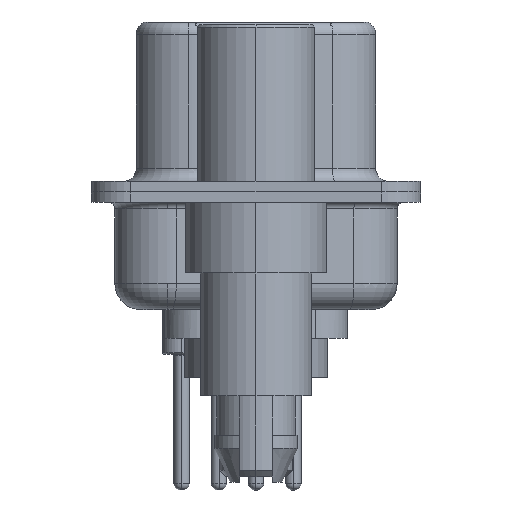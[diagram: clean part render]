
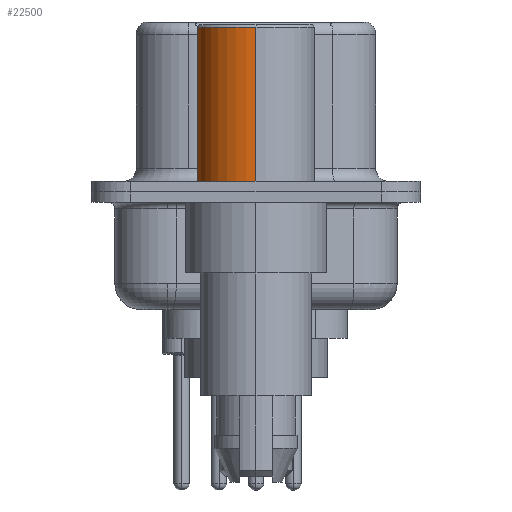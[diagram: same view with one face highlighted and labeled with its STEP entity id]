
A CAD part, left-side view. The second image highlights one B-rep face of the part: STEP entity #22500.
In plain terms, the highlighted cylindrical face has radius 2.25 mm (diameter 4.5 mm), a partial arc.
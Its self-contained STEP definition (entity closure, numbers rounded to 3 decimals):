
#1047 = AXIS2_PLACEMENT_3D ( 'NONE', #23435, #12436, #1437 ) ;
#1159 = DIRECTION ( 'NONE',  ( 0., 0., 1. ) ) ;
#1437 = DIRECTION ( 'NONE',  ( 1., 0., 0. ) ) ;
#2159 = CARTESIAN_POINT ( 'NONE',  ( 2.25, 0., 0.581 ) ) ;
#3169 = VERTEX_POINT ( 'NONE', #10929 ) ;
#3297 = VECTOR ( 'NONE', #12759, 1000. ) ;
#3762 = VERTEX_POINT ( 'NONE', #18733 ) ;
#3920 = VERTEX_POINT ( 'NONE', #18289 ) ;
#3980 = DIRECTION ( 'NONE',  ( 0., 0., 1. ) ) ;
#5345 = CARTESIAN_POINT ( 'NONE',  ( -2.25, 0., 0.581 ) ) ;
#8195 = LINE ( 'NONE', #5345, #3297 ) ;
#8772 = ORIENTED_EDGE ( 'NONE', *, *, #15550, .T. ) ;
#8796 = LINE ( 'NONE', #2159, #13083 ) ;
#9010 = ORIENTED_EDGE ( 'NONE', *, *, #13283, .F. ) ;
#9100 = EDGE_LOOP ( 'NONE', ( #8772, #20754, #9402, #9010 ) ) ;
#9402 = ORIENTED_EDGE ( 'NONE', *, *, #13525, .F. ) ;
#10066 = CARTESIAN_POINT ( 'NONE',  ( 0., 0., 6.3 ) ) ;
#10260 = CARTESIAN_POINT ( 'NONE',  ( 0., 0., 0.581 ) ) ;
#10929 = CARTESIAN_POINT ( 'NONE',  ( -2.25, 0., 6.3 ) ) ;
#11920 = DIRECTION ( 'NONE',  ( 1., 0., 0. ) ) ;
#11954 = CARTESIAN_POINT ( 'NONE',  ( 2.25, 0., 6.3 ) ) ;
#12436 = DIRECTION ( 'NONE',  ( 0., 0., 1. ) ) ;
#12759 = DIRECTION ( 'NONE',  ( 0., 0., 1. ) ) ;
#13083 = VECTOR ( 'NONE', #3980, 1000. ) ;
#13283 = EDGE_CURVE ( 'NONE', #3762, #16735, #8796, .T. ) ;
#13525 = EDGE_CURVE ( 'NONE', #16735, #3169, #13904, .T. ) ;
#13904 = CIRCLE ( 'NONE', #21880, 2.25 ) ;
#14110 = CIRCLE ( 'NONE', #1047, 2.25 ) ;
#15398 = FACE_OUTER_BOUND ( 'NONE', #9100, .T. ) ;
#15550 = EDGE_CURVE ( 'NONE', #3762, #3920, #14110, .T. ) ;
#16735 = VERTEX_POINT ( 'NONE', #11954 ) ;
#18139 = EDGE_CURVE ( 'NONE', #3920, #3169, #8195, .T. ) ;
#18289 = CARTESIAN_POINT ( 'NONE',  ( -2.25, 0., 0.4 ) ) ;
#18733 = CARTESIAN_POINT ( 'NONE',  ( 2.25, 0., 0.4 ) ) ;
#19691 = AXIS2_PLACEMENT_3D ( 'NONE', #10260, #1159, #21243 ) ;
#19735 = CYLINDRICAL_SURFACE ( 'NONE', #19691, 2.25 ) ;
#20754 = ORIENTED_EDGE ( 'NONE', *, *, #18139, .T. ) ;
#21243 = DIRECTION ( 'NONE',  ( 1., 0., 0. ) ) ;
#21880 = AXIS2_PLACEMENT_3D ( 'NONE', #10066, #22921, #11920 ) ;
#22500 = ADVANCED_FACE ( 'NONE', ( #15398 ), #19735, .T. ) ;
#22921 = DIRECTION ( 'NONE',  ( 0., 0., 1. ) ) ;
#23435 = CARTESIAN_POINT ( 'NONE',  ( 0., 0., 0.4 ) ) ;
